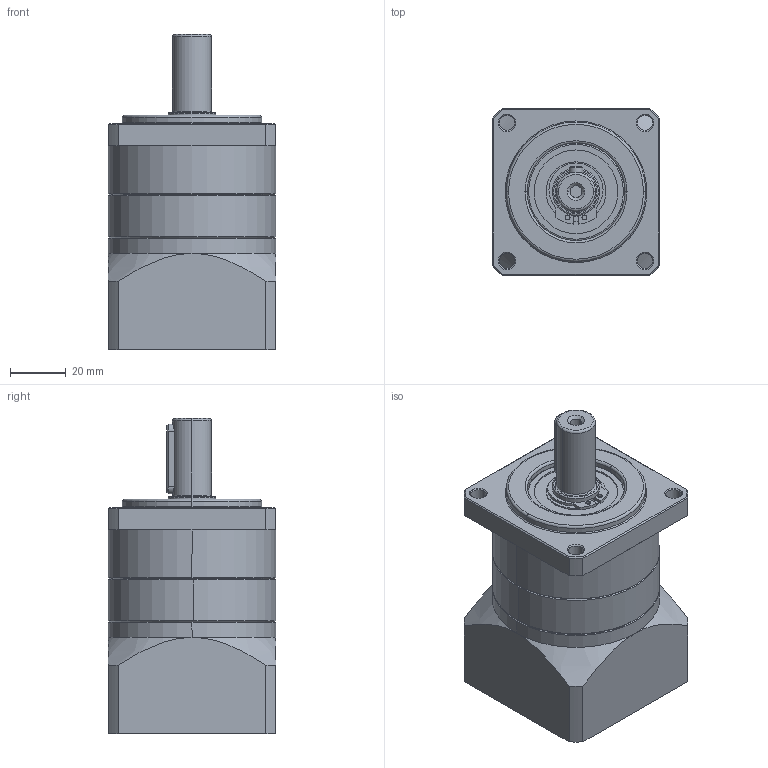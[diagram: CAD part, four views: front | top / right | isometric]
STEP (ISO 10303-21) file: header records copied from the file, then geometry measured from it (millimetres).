
FILE_DESCRIPTION (( 'STEP AP203' ), '1' );
FILE_NAME ('PGA060-L1-14-50-70-M4-32.STEP', '2021-03-02T12:31:01', ( '' ), ( '' ), 'SwSTEP 2.0', 'SolidWorks 2018', '' );
FILE_SCHEMA (( 'CONFIG_CONTROL_DESIGN' ));
Length unit declared in the file: millimetre
Products named in the file (10): 输入法兰PG060-50; socket head cap screw_am_B18.3.1M - 5 x 0.8 x 20 Hex SHCS -- 20NHX; 内齿圈PG060-D108; 6003-2RZ粣創; socket head cap screw_am_B18.3.1M - 4 x 0.7 x 6 Hex SHCS -- 6NHX; 怀堤傷褲极PGA060; 怀堤粣縐銅17; 怀堤俴陎殤PG060; PGA060-L1-14-50-70-M4-32; 单边锁输入轴PG060-14
Assembly tree (14 placements, depth 2):
  PGA060-L1-14-50-70-M4-32
    怀堤傷褲极PGA060
    单边锁输入轴PG060-14
    内齿圈PG060-D108
    怀堤俴陎殤PG060
    输入法兰PG060-50
    socket head cap screw_am_B18.3.1M - 5 x 0.8 x 20 Hex SHCS -- 20NHX
    socket head cap screw_am_B18.3.1M - 4 x 0.7 x 6 Hex SHCS -- 6NHX  x6
    6003-2RZ粣創
    怀堤粣縐銅17
Bounding box: 60 x 60 x 113 mm (x, y, z)
Volume: 194399.9 mm3; surface area: 64560.5 mm2
Topology: 14 solids, 14 shells, 530 faces, 1216 edges, 727 vertices
Faces by surface type: cylinder 195, plane 191, cone 96, torus 46, bspline 2
Entity records: 13741 total; most frequent: CARTESIAN_POINT 3190, DIRECTION 2178, ORIENTED_EDGE 1804, EDGE_CURVE 902, AXIS2_PLACEMENT_3D 901, VERTEX_POINT 562, CIRCLE 491, EDGE_LOOP 468
